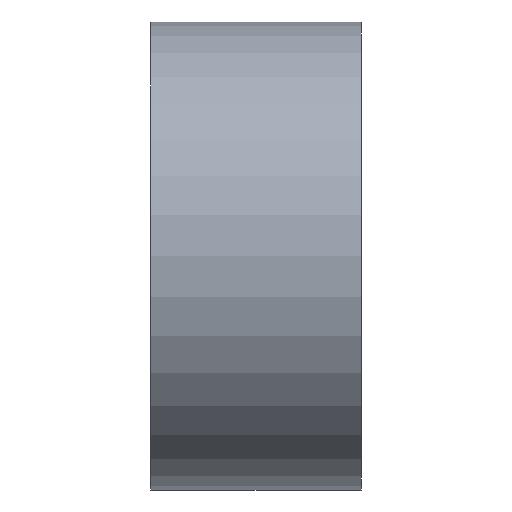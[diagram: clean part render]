
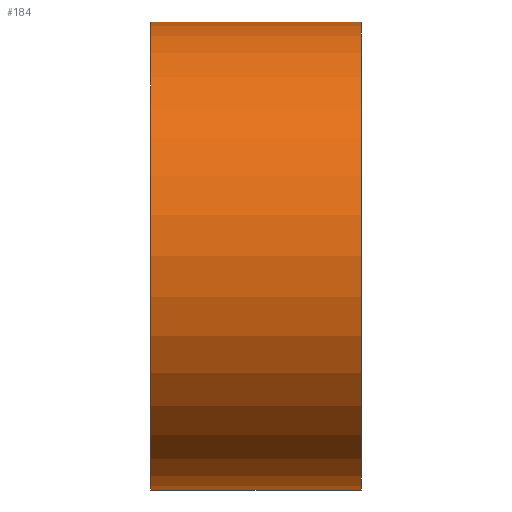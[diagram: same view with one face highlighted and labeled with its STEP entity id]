
A CAD part, left-side view. The second image highlights one B-rep face of the part: STEP entity #184.
In plain terms, the highlighted cylindrical face has radius 10 mm (diameter 20 mm), a partial arc.
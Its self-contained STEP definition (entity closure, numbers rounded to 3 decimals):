
#18=CYLINDRICAL_SURFACE('',#213,10.);
#26=FACE_OUTER_BOUND('',#37,.T.);
#37=EDGE_LOOP('',(#147,#148,#149,#150));
#52=LINE('',#309,#68);
#55=LINE('',#317,#71);
#68=VECTOR('',#253,10.);
#71=VECTOR('',#260,10.);
#79=CIRCLE('',#214,10.);
#80=CIRCLE('',#215,10.);
#92=VERTEX_POINT('',#306);
#93=VERTEX_POINT('',#308);
#95=VERTEX_POINT('',#314);
#96=VERTEX_POINT('',#316);
#112=EDGE_CURVE('',#93,#92,#52,.T.);
#115=EDGE_CURVE('',#92,#95,#79,.T.);
#116=EDGE_CURVE('',#96,#95,#55,.T.);
#117=EDGE_CURVE('',#96,#93,#80,.T.);
#147=ORIENTED_EDGE('',*,*,#115,.T.);
#148=ORIENTED_EDGE('',*,*,#116,.F.);
#149=ORIENTED_EDGE('',*,*,#117,.T.);
#150=ORIENTED_EDGE('',*,*,#112,.T.);
#184=ADVANCED_FACE('',(#26),#18,.T.);
#213=AXIS2_PLACEMENT_3D('',#313,#256,#257);
#214=AXIS2_PLACEMENT_3D('',#315,#258,#259);
#215=AXIS2_PLACEMENT_3D('',#318,#261,#262);
#253=DIRECTION('',(0.,1.,0.));
#256=DIRECTION('center_axis',(0.,1.,0.));
#257=DIRECTION('ref_axis',(0.,0.,-1.));
#258=DIRECTION('center_axis',(0.,-1.,0.));
#259=DIRECTION('ref_axis',(0.,0.,-1.));
#260=DIRECTION('',(0.,1.,0.));
#261=DIRECTION('center_axis',(0.,1.,0.));
#262=DIRECTION('ref_axis',(0.,0.,-1.));
#306=CARTESIAN_POINT('',(-5.,9.,10.));
#308=CARTESIAN_POINT('',(-5.,0.,10.));
#309=CARTESIAN_POINT('',(-5.,0.,10.));
#313=CARTESIAN_POINT('Origin',(-5.,0.,0.));
#314=CARTESIAN_POINT('',(-5.,9.,-10.));
#315=CARTESIAN_POINT('Origin',(-5.,9.,0.));
#316=CARTESIAN_POINT('',(-5.,0.,-10.));
#317=CARTESIAN_POINT('',(-5.,0.,-10.));
#318=CARTESIAN_POINT('Origin',(-5.,0.,0.));
